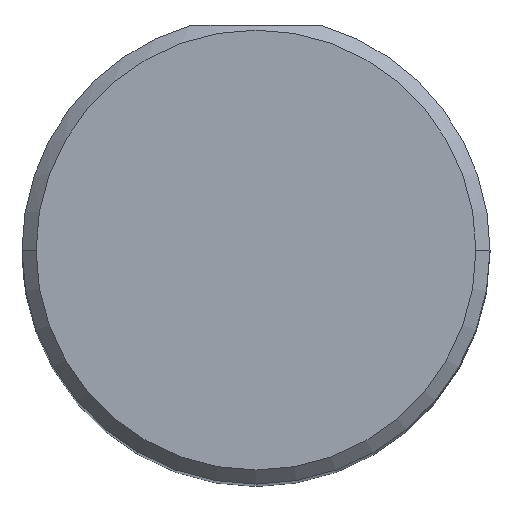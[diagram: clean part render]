
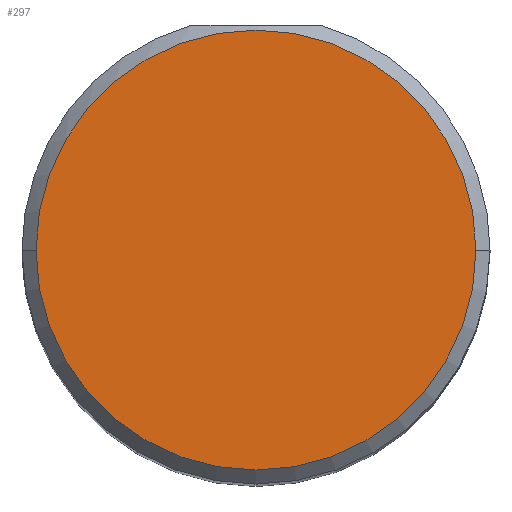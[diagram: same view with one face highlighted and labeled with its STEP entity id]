
A CAD part, top view. The second image highlights one B-rep face of the part: STEP entity #297.
In plain terms, the highlighted planar face has unit normal (0, 0, 1).
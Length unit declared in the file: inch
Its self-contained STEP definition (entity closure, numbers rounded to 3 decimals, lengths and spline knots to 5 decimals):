
#17 = EDGE_LOOP ( 'NONE', ( #461, #232 ) ) ;
#54 = AXIS2_PLACEMENT_3D ( 'NONE', #384, #635, #431 ) ;
#72 = EDGE_CURVE ( 'NONE', #229, #379, #626, .T. ) ;
#74 = AXIS2_PLACEMENT_3D ( 'NONE', #610, #221, #371 ) ;
#115 = FACE_OUTER_BOUND ( 'NONE', #17, .T. ) ;
#121 = DIRECTION ( 'NONE',  ( 0., 0., 1. ) ) ;
#211 = DIRECTION ( 'NONE',  ( -1., 0., 0. ) ) ;
#221 = DIRECTION ( 'NONE',  ( 0., 0., -1. ) ) ;
#229 = VERTEX_POINT ( 'NONE', #250 ) ;
#232 = ORIENTED_EDGE ( 'NONE', *, *, #72, .F. ) ;
#250 = CARTESIAN_POINT ( 'NONE',  ( 0.765, 0., 3. ) ) ;
#297 = ADVANCED_FACE ( 'NONE', ( #115 ), #407, .T. ) ;
#328 = CIRCLE ( 'NONE', #54, 0.235 ) ;
#359 = CARTESIAN_POINT ( 'NONE',  ( 1., 0., 3. ) ) ;
#371 = DIRECTION ( 'NONE',  ( -1., 0., 0. ) ) ;
#379 = VERTEX_POINT ( 'NONE', #566 ) ;
#384 = CARTESIAN_POINT ( 'NONE',  ( 1., 0., 3. ) ) ;
#407 = PLANE ( 'NONE',  #595 ) ;
#431 = DIRECTION ( 'NONE',  ( -1., 0., 0. ) ) ;
#461 = ORIENTED_EDGE ( 'NONE', *, *, #519, .F. ) ;
#519 = EDGE_CURVE ( 'NONE', #379, #229, #328, .T. ) ;
#566 = CARTESIAN_POINT ( 'NONE',  ( 1.235, 0., 3. ) ) ;
#595 = AXIS2_PLACEMENT_3D ( 'NONE', #359, #121, #211 ) ;
#610 = CARTESIAN_POINT ( 'NONE',  ( 1., 0., 3. ) ) ;
#626 = CIRCLE ( 'NONE', #74, 0.235 ) ;
#635 = DIRECTION ( 'NONE',  ( 0., 0., -1. ) ) ;
